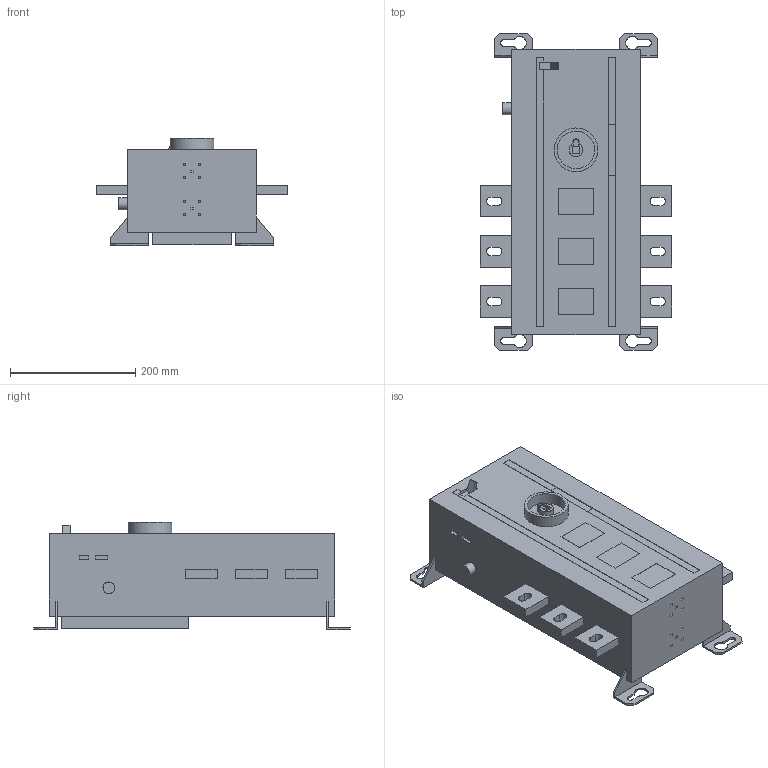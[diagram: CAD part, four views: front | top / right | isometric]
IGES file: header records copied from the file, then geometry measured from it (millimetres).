
Global section: file name: OTM1000-1250E3.igs; preprocessor: I-DEAS 3D IGES Translator 11; date: 20100120.101940; units: millimetre
Bounding box: 306 x 506 x 172 mm (x, y, z)
Volume: 13110770.3 mm3; surface area: 457260.1 mm2
Topology: 1 solids, 1 shells, 259 faces, 759 edges, 602 vertices
Faces by surface type: bspline 259
